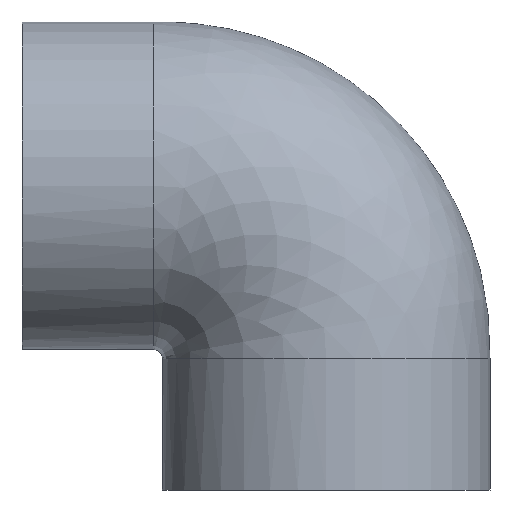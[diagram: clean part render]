
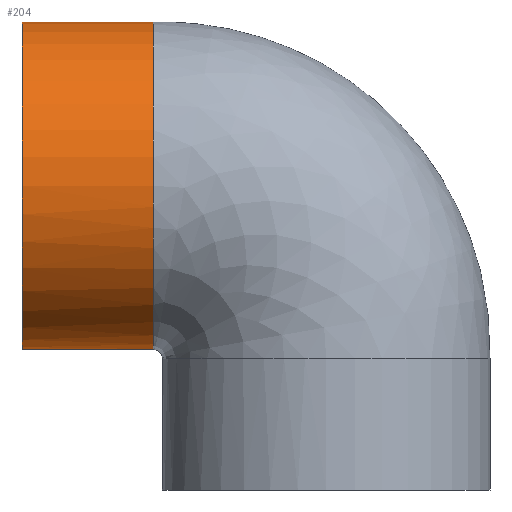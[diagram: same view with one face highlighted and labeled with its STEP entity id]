
A CAD part, left-side view. The second image highlights one B-rep face of the part: STEP entity #204.
In plain terms, the highlighted cylindrical face has radius 45.5 mm (diameter 91 mm), a full revolution.
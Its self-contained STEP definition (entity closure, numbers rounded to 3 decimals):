
#28=FACE_BOUND($,#51,.T.);
#38=FACE_OUTER_BOUND($,#50,.T.);
#50=EDGE_LOOP($,(#174,#175,#176,#177,#178,#179,#180));
#51=EDGE_LOOP($,(#181));
#75=CIRCLE($,#232,45.5);
#76=CIRCLE($,#233,45.5);
#77=CIRCLE($,#234,45.5);
#78=CIRCLE($,#235,45.5);
#79=CIRCLE($,#236,45.5);
#80=CIRCLE($,#237,45.5);
#81=CIRCLE($,#238,45.5);
#82=CIRCLE($,#240,45.5);
#101=VERTEX_POINT($,#2822);
#102=VERTEX_POINT($,#2835);
#103=VERTEX_POINT($,#2837);
#104=VERTEX_POINT($,#2839);
#105=VERTEX_POINT($,#2841);
#106=VERTEX_POINT($,#2843);
#107=VERTEX_POINT($,#2845);
#108=VERTEX_POINT($,#2849);
#129=EDGE_CURVE($,#102,#101,#75,.T.);
#130=EDGE_CURVE($,#103,#102,#76,.T.);
#131=EDGE_CURVE($,#104,#103,#77,.T.);
#132=EDGE_CURVE($,#105,#104,#78,.T.);
#133=EDGE_CURVE($,#106,#105,#79,.T.);
#134=EDGE_CURVE($,#107,#106,#80,.T.);
#135=EDGE_CURVE($,#101,#107,#81,.T.);
#136=EDGE_CURVE($,#108,#108,#82,.T.);
#174=ORIENTED_EDGE($,*,*,#134,.T.);
#175=ORIENTED_EDGE($,*,*,#133,.T.);
#176=ORIENTED_EDGE($,*,*,#132,.T.);
#177=ORIENTED_EDGE($,*,*,#131,.T.);
#178=ORIENTED_EDGE($,*,*,#130,.T.);
#179=ORIENTED_EDGE($,*,*,#129,.T.);
#180=ORIENTED_EDGE($,*,*,#135,.T.);
#181=ORIENTED_EDGE($,*,*,#136,.T.);
#196=CYLINDRICAL_SURFACE($,#239,45.5);
#204=ADVANCED_FACE($,(#38,#28),#196,.T.);
#232=AXIS2_PLACEMENT_3D($,#2836,#289,#290);
#233=AXIS2_PLACEMENT_3D($,#2838,#291,#292);
#234=AXIS2_PLACEMENT_3D($,#2840,#293,#294);
#235=AXIS2_PLACEMENT_3D($,#2842,#295,#296);
#236=AXIS2_PLACEMENT_3D($,#2844,#297,#298);
#237=AXIS2_PLACEMENT_3D($,#2846,#299,#300);
#238=AXIS2_PLACEMENT_3D($,#2847,#301,#302);
#239=AXIS2_PLACEMENT_3D($,#2848,#303,#304);
#240=AXIS2_PLACEMENT_3D($,#2850,#305,#306);
#289=DIRECTION('center_axis',(0.,1.,0.));
#290=DIRECTION('ref_axis',(-1.,0.,0.));
#291=DIRECTION('center_axis',(0.,1.,0.));
#292=DIRECTION('ref_axis',(-1.,0.,0.));
#293=DIRECTION('center_axis',(0.,1.,0.));
#294=DIRECTION('ref_axis',(-1.,0.,0.));
#295=DIRECTION('center_axis',(0.,1.,0.));
#296=DIRECTION('ref_axis',(-1.,0.,0.));
#297=DIRECTION('center_axis',(0.,1.,0.));
#298=DIRECTION('ref_axis',(-1.,0.,0.));
#299=DIRECTION('center_axis',(0.,1.,0.));
#300=DIRECTION('ref_axis',(-1.,0.,0.));
#301=DIRECTION('center_axis',(0.,1.,0.));
#302=DIRECTION('ref_axis',(-1.,0.,0.));
#303=DIRECTION('center_axis',(0.,1.,0.));
#304=DIRECTION('ref_axis',(-1.,0.,0.));
#305=DIRECTION('center_axis',(0.,-1.,0.));
#306=DIRECTION('ref_axis',(-1.,0.,0.));
#2822=CARTESIAN_POINT('',(0.,48.,130.));
#2835=CARTESIAN_POINT('',(-45.5,48.,84.5));
#2836=CARTESIAN_POINT('Origin',(0.,48.,84.5));
#2837=CARTESIAN_POINT('',(-42.083,48.,67.201));
#2838=CARTESIAN_POINT('Origin',(0.,48.,84.5));
#2839=CARTESIAN_POINT('',(-31.218,48.,51.399));
#2840=CARTESIAN_POINT('Origin',(0.,48.,84.5));
#2841=CARTESIAN_POINT('',(31.218,48.,51.399));
#2842=CARTESIAN_POINT('Origin',(0.,48.,84.5));
#2843=CARTESIAN_POINT('',(42.083,48.,67.201));
#2844=CARTESIAN_POINT('Origin',(0.,48.,84.5));
#2845=CARTESIAN_POINT('',(45.5,48.,84.5));
#2846=CARTESIAN_POINT('Origin',(0.,48.,84.5));
#2847=CARTESIAN_POINT('Origin',(0.,48.,84.5));
#2848=CARTESIAN_POINT('Origin',(0.,84.5,84.5));
#2849=CARTESIAN_POINT('',(45.5,84.5,84.5));
#2850=CARTESIAN_POINT('Origin',(0.,84.5,84.5));
